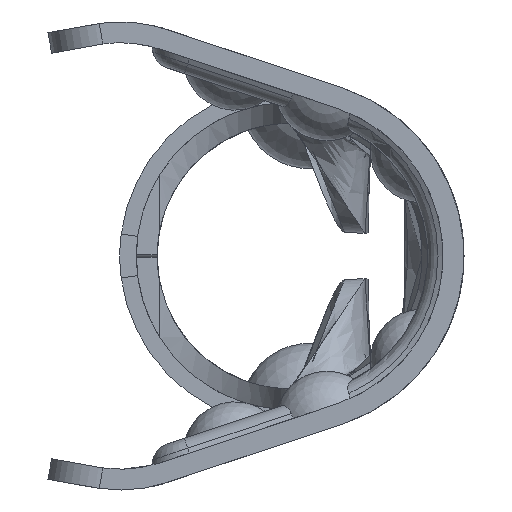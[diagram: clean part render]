
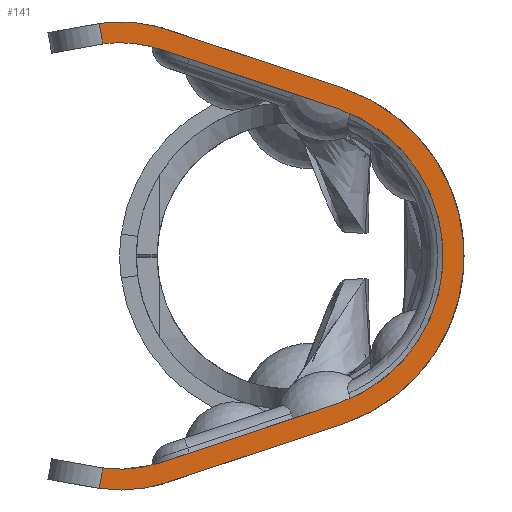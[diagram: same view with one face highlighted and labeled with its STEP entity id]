
A CAD part, left-side view. The second image highlights one B-rep face of the part: STEP entity #141.
In plain terms, the highlighted planar face has unit normal (-1, 0, 0).
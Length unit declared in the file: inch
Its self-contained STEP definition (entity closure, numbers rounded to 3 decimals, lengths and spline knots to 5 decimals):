
#141 = ADVANCED_FACE ( 'NONE', ( #16973 ), #1579, .F. ) ;
#165 = EDGE_CURVE ( 'NONE', #6334, #11249, #6866, .T. ) ;
#424 = CARTESIAN_POINT ( 'NONE',  ( -2.035, -0.04497, -0.14229 ) ) ;
#1079 = LINE ( 'NONE', #7955, #5088 ) ;
#1373 = VERTEX_POINT ( 'NONE', #22016 ) ;
#1403 = CIRCLE ( 'NONE', #13976, 0.12 ) ;
#1579 = PLANE ( 'NONE',  #2195 ) ;
#1763 = EDGE_CURVE ( 'NONE', #10877, #17514, #17974, .T. ) ;
#1831 = CIRCLE ( 'NONE', #14388, 0.14 ) ;
#2195 = AXIS2_PLACEMENT_3D ( 'NONE', #8447, #15297, #22151 ) ;
#2515 = CARTESIAN_POINT ( 'NONE',  ( -2.035, 0.1625, 0.085 ) ) ;
#2540 = ORIENTED_EDGE ( 'NONE', *, *, #165, .T. ) ;
#2587 = DIRECTION ( 'NONE',  ( -1., 0., 0. ) ) ;
#2671 = AXIS2_PLACEMENT_3D ( 'NONE', #20800, #5399, #12255 ) ;
#2760 = VERTEX_POINT ( 'NONE', #19961 ) ;
#3001 = CARTESIAN_POINT ( 'NONE',  ( -2.035, 0.1625, 0.225 ) ) ;
#3436 = AXIS2_PLACEMENT_3D ( 'NONE', #14243, #21097, #5699 ) ;
#3580 = DIRECTION ( 'NONE',  ( 0., 0.949, 0.316 ) ) ;
#3636 = AXIS2_PLACEMENT_3D ( 'NONE', #7634, #2587, #9438 ) ;
#3740 = ORIENTED_EDGE ( 'NONE', *, *, #9791, .F. ) ;
#3746 = LINE ( 'NONE', #10601, #20180 ) ;
#3889 = CARTESIAN_POINT ( 'NONE',  ( -2.035, 0.1625, 0.085 ) ) ;
#4263 = DIRECTION ( 'NONE',  ( 1., 0., 0. ) ) ;
#4313 = CARTESIAN_POINT ( 'NONE',  ( -2.035, 0.18327, 0.22345 ) ) ;
#4348 = VERTEX_POINT ( 'NONE', #12965 ) ;
#4389 = VERTEX_POINT ( 'NONE', #11504 ) ;
#4509 = DIRECTION ( 'NONE',  ( 0., 0., -1. ) ) ;
#4564 = CARTESIAN_POINT ( 'NONE',  ( -2.035, 0.17974, 0.20375 ) ) ;
#4839 = ORIENTED_EDGE ( 'NONE', *, *, #17472, .T. ) ;
#5088 = VECTOR ( 'NONE', #14807, 39.37008 ) ;
#5172 = ORIENTED_EDGE ( 'NONE', *, *, #21946, .F. ) ;
#5371 = EDGE_CURVE ( 'NONE', #8988, #16641, #12115, .T. ) ;
#5399 = DIRECTION ( 'NONE',  ( 1., 0., 0. ) ) ;
#5428 = EDGE_LOOP ( 'NONE', ( #11634, #4839, #6009, #3740, #7453, #22056, #19414, #18312, #2540, #16974, #9123, #5172, #14129, #8380 ) ) ;
#5699 = DIRECTION ( 'NONE',  ( 0., 0., -1. ) ) ;
#6009 = ORIENTED_EDGE ( 'NONE', *, *, #21456, .F. ) ;
#6260 = DIRECTION ( 'NONE',  ( 1., 0., 0. ) ) ;
#6334 = VERTEX_POINT ( 'NONE', #7863 ) ;
#6347 = EDGE_CURVE ( 'NONE', #6334, #1373, #1403, .T. ) ;
#6716 = CARTESIAN_POINT ( 'NONE',  ( -2.035, 0.13885, -0.02443 ) ) ;
#6866 = LINE ( 'NONE', #13715, #14749 ) ;
#7288 = DIRECTION ( 'NONE',  ( 0., -0.949, 0.316 ) ) ;
#7316 = CARTESIAN_POINT ( 'NONE',  ( -2.035, 0.1182, -0.21781 ) ) ;
#7401 = CARTESIAN_POINT ( 'NONE',  ( -2.035, -0.04497, 0.14229 ) ) ;
#7453 = ORIENTED_EDGE ( 'NONE', *, *, #5371, .F. ) ;
#7634 = CARTESIAN_POINT ( 'NONE',  ( -2.035, 0.0025, 0. ) ) ;
#7863 = CARTESIAN_POINT ( 'NONE',  ( -2.035, 0.17974, -0.20375 ) ) ;
#7955 = CARTESIAN_POINT ( 'NONE',  ( -2.035, -0.0513, -0.16126 ) ) ;
#8380 = ORIENTED_EDGE ( 'NONE', *, *, #1763, .F. ) ;
#8438 = VERTEX_POINT ( 'NONE', #4564 ) ;
#8447 = CARTESIAN_POINT ( 'NONE',  ( -2.035, 0.0025, 0. ) ) ;
#8650 = VERTEX_POINT ( 'NONE', #4313 ) ;
#8745 = VECTOR ( 'NONE', #7288, 39.37008 ) ;
#8988 = VERTEX_POINT ( 'NONE', #7401 ) ;
#9123 = ORIENTED_EDGE ( 'NONE', *, *, #12620, .F. ) ;
#9368 = DIRECTION ( 'NONE',  ( -1., 0., 0. ) ) ;
#9438 = DIRECTION ( 'NONE',  ( 0., 0., -1. ) ) ;
#9791 = EDGE_CURVE ( 'NONE', #16641, #10981, #14700, .T. ) ;
#10520 = CARTESIAN_POINT ( 'NONE',  ( -2.035, 0.1625, 0.205 ) ) ;
#10601 = CARTESIAN_POINT ( 'NONE',  ( -2.035, -0.0513, 0.16126 ) ) ;
#10736 = DIRECTION ( 'NONE',  ( -1., 0., 0. ) ) ;
#10877 = VERTEX_POINT ( 'NONE', #3001 ) ;
#10981 = VERTEX_POINT ( 'NONE', #10520 ) ;
#11111 = DIRECTION ( 'NONE',  ( 0., 0., -1. ) ) ;
#11249 = VERTEX_POINT ( 'NONE', #13185 ) ;
#11351 = EDGE_CURVE ( 'NONE', #14752, #11249, #1831, .T. ) ;
#11504 = CARTESIAN_POINT ( 'NONE',  ( -2.035, -0.04497, -0.14229 ) ) ;
#11513 = EDGE_CURVE ( 'NONE', #4389, #8988, #13310, .T. ) ;
#11634 = ORIENTED_EDGE ( 'NONE', *, *, #17595, .F. ) ;
#11678 = AXIS2_PLACEMENT_3D ( 'NONE', #3889, #10736, #17586 ) ;
#12115 = LINE ( 'NONE', #18978, #13220 ) ;
#12255 = DIRECTION ( 'NONE',  ( 0., 0., 1. ) ) ;
#12372 = CIRCLE ( 'NONE', #2671, 0.14 ) ;
#12620 = EDGE_CURVE ( 'NONE', #4348, #14752, #1079, .T. ) ;
#12919 = EDGE_CURVE ( 'NONE', #17514, #2760, #3746, .T. ) ;
#12965 = CARTESIAN_POINT ( 'NONE',  ( -2.035, -0.0513, -0.16126 ) ) ;
#13034 = CARTESIAN_POINT ( 'NONE',  ( -2.035, 0.1625, -0.085 ) ) ;
#13107 = DIRECTION ( 'NONE',  ( 0., 0., 1. ) ) ;
#13110 = CIRCLE ( 'NONE', #3436, 0.17 ) ;
#13185 = CARTESIAN_POINT ( 'NONE',  ( -2.035, 0.18327, -0.22345 ) ) ;
#13220 = VECTOR ( 'NONE', #3580, 39.37008 ) ;
#13310 = CIRCLE ( 'NONE', #3636, 0.15 ) ;
#13445 = VECTOR ( 'NONE', #13567, 39.37008 ) ;
#13567 = DIRECTION ( 'NONE',  ( 0., -0.176, -0.984 ) ) ;
#13715 = CARTESIAN_POINT ( 'NONE',  ( -2.035, 0.13885, 0.02443 ) ) ;
#13899 = CARTESIAN_POINT ( 'NONE',  ( -2.035, 0.1182, 0.21781 ) ) ;
#13976 = AXIS2_PLACEMENT_3D ( 'NONE', #13034, #19902, #4509 ) ;
#14042 = AXIS2_PLACEMENT_3D ( 'NONE', #21654, #6260, #13107 ) ;
#14129 = ORIENTED_EDGE ( 'NONE', *, *, #12919, .F. ) ;
#14243 = CARTESIAN_POINT ( 'NONE',  ( -2.035, 0.0025, 0. ) ) ;
#14388 = AXIS2_PLACEMENT_3D ( 'NONE', #14488, #4263, #11111 ) ;
#14488 = CARTESIAN_POINT ( 'NONE',  ( -2.035, 0.1625, -0.085 ) ) ;
#14700 = CIRCLE ( 'NONE', #17579, 0.12 ) ;
#14749 = VECTOR ( 'NONE', #20585, 39.37008 ) ;
#14752 = VERTEX_POINT ( 'NONE', #7316 ) ;
#14807 = DIRECTION ( 'NONE',  ( 0., 0.949, -0.316 ) ) ;
#15297 = DIRECTION ( 'NONE',  ( 1., 0., 0. ) ) ;
#15827 = EDGE_CURVE ( 'NONE', #1373, #4389, #15829, .T. ) ;
#15829 = LINE ( 'NONE', #424, #8745 ) ;
#16221 = DIRECTION ( 'NONE',  ( 0., 0., 1. ) ) ;
#16641 = VERTEX_POINT ( 'NONE', #21958 ) ;
#16973 = FACE_OUTER_BOUND ( 'NONE', #5428, .T. ) ;
#16974 = ORIENTED_EDGE ( 'NONE', *, *, #11351, .F. ) ;
#17442 = DIRECTION ( 'NONE',  ( 0., -0.949, -0.316 ) ) ;
#17472 = EDGE_CURVE ( 'NONE', #8650, #8438, #22114, .T. ) ;
#17514 = VERTEX_POINT ( 'NONE', #13899 ) ;
#17579 = AXIS2_PLACEMENT_3D ( 'NONE', #2515, #9368, #16221 ) ;
#17586 = DIRECTION ( 'NONE',  ( 0., 0., 1. ) ) ;
#17595 = EDGE_CURVE ( 'NONE', #8650, #10877, #12372, .T. ) ;
#17974 = CIRCLE ( 'NONE', #14042, 0.14 ) ;
#18312 = ORIENTED_EDGE ( 'NONE', *, *, #6347, .F. ) ;
#18978 = CARTESIAN_POINT ( 'NONE',  ( -2.035, -0.04497, 0.14229 ) ) ;
#19414 = ORIENTED_EDGE ( 'NONE', *, *, #15827, .F. ) ;
#19902 = DIRECTION ( 'NONE',  ( -1., 0., 0. ) ) ;
#19961 = CARTESIAN_POINT ( 'NONE',  ( -2.035, -0.0513, 0.16126 ) ) ;
#20180 = VECTOR ( 'NONE', #17442, 39.37008 ) ;
#20585 = DIRECTION ( 'NONE',  ( 0., 0.176, -0.984 ) ) ;
#20800 = CARTESIAN_POINT ( 'NONE',  ( -2.035, 0.1625, 0.085 ) ) ;
#21097 = DIRECTION ( 'NONE',  ( 1., 0., 0. ) ) ;
#21358 = CIRCLE ( 'NONE', #11678, 0.12 ) ;
#21456 = EDGE_CURVE ( 'NONE', #10981, #8438, #21358, .T. ) ;
#21654 = CARTESIAN_POINT ( 'NONE',  ( -2.035, 0.1625, 0.085 ) ) ;
#21946 = EDGE_CURVE ( 'NONE', #2760, #4348, #13110, .T. ) ;
#21958 = CARTESIAN_POINT ( 'NONE',  ( -2.035, 0.12453, 0.19883 ) ) ;
#22016 = CARTESIAN_POINT ( 'NONE',  ( -2.035, 0.12453, -0.19883 ) ) ;
#22056 = ORIENTED_EDGE ( 'NONE', *, *, #11513, .F. ) ;
#22114 = LINE ( 'NONE', #6716, #13445 ) ;
#22151 = DIRECTION ( 'NONE',  ( 0., 0., -1. ) ) ;
